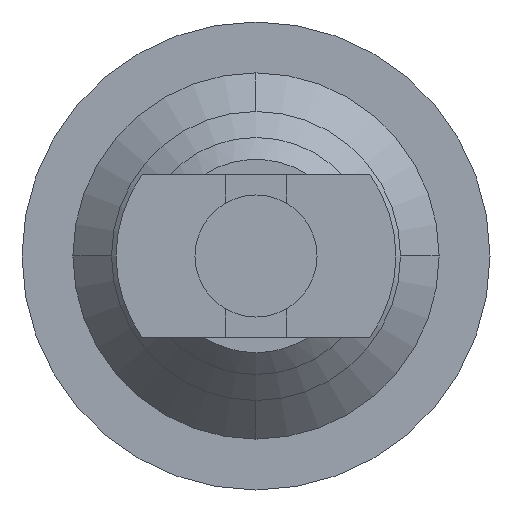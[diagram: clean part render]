
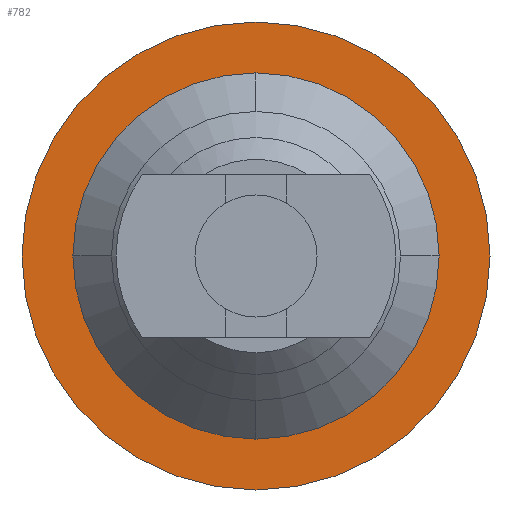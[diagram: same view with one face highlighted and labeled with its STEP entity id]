
A CAD part, left-side view. The second image highlights one B-rep face of the part: STEP entity #782.
In plain terms, the highlighted planar face has unit normal (-1, 0, 0).
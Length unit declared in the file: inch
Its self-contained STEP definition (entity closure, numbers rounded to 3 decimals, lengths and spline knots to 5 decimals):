
#76 = CARTESIAN_POINT ( 'NONE',  ( 0.1575, 0.023, 0. ) ) ;
#128 = EDGE_LOOP ( 'NONE', ( #255 ) ) ;
#135 = CIRCLE ( 'NONE', #628, 0.014 ) ;
#156 = DIRECTION ( 'NONE',  ( 0., -1., 0. ) ) ;
#244 = CARTESIAN_POINT ( 'NONE',  ( 0.1575, -0.014, 0. ) ) ;
#255 = ORIENTED_EDGE ( 'NONE', *, *, #1523, .T. ) ;
#398 = FACE_BOUND ( 'NONE', #1326, .T. ) ;
#530 = AXIS2_PLACEMENT_3D ( 'NONE', #76, #1352, #803 ) ;
#628 = AXIS2_PLACEMENT_3D ( 'NONE', #1174, #882, #1678 ) ;
#699 = VERTEX_POINT ( 'NONE', #719 ) ;
#719 = CARTESIAN_POINT ( 'NONE',  ( 0.1575, -0.023, 0. ) ) ;
#782 = ADVANCED_FACE ( 'NONE', ( #398, #1215 ), #1097, .F. ) ;
#803 = DIRECTION ( 'NONE',  ( 0., 1., 0. ) ) ;
#882 = DIRECTION ( 'NONE',  ( -1., 0., 0. ) ) ;
#994 = CARTESIAN_POINT ( 'NONE',  ( 0.1575, 0., 0. ) ) ;
#999 = ORIENTED_EDGE ( 'NONE', *, *, #1666, .F. ) ;
#1097 = PLANE ( 'NONE',  #530 ) ;
#1101 = CIRCLE ( 'NONE', #1483, 0.023 ) ;
#1174 = CARTESIAN_POINT ( 'NONE',  ( 0.1575, 0., 0. ) ) ;
#1215 = FACE_OUTER_BOUND ( 'NONE', #128, .T. ) ;
#1326 = EDGE_LOOP ( 'NONE', ( #999 ) ) ;
#1352 = DIRECTION ( 'NONE',  ( 1., 0., 0. ) ) ;
#1360 = VERTEX_POINT ( 'NONE', #244 ) ;
#1483 = AXIS2_PLACEMENT_3D ( 'NONE', #994, #1532, #156 ) ;
#1523 = EDGE_CURVE ( 'NONE', #699, #699, #1101, .T. ) ;
#1532 = DIRECTION ( 'NONE',  ( -1., 0., 0. ) ) ;
#1666 = EDGE_CURVE ( 'NONE', #1360, #1360, #135, .T. ) ;
#1678 = DIRECTION ( 'NONE',  ( 0., -1., 0. ) ) ;
